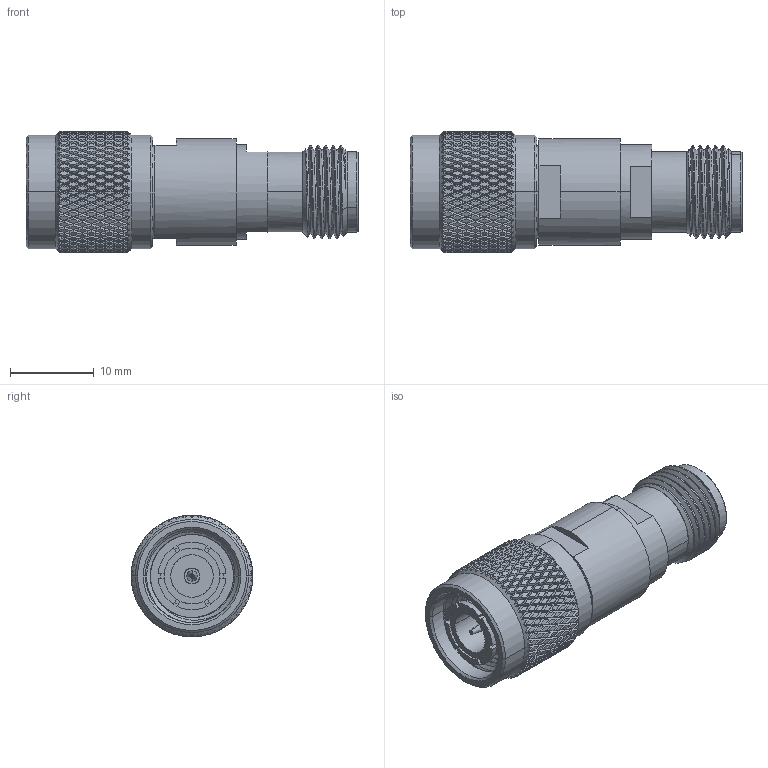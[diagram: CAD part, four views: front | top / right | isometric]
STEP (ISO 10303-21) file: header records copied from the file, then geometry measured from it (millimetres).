
FILE_DESCRIPTION (( 'STEP AP214' ), '1' );
FILE_NAME ('SA18T5W-10_3D.step', '2025-08-28T15:14:00', ( '' ), ( '' ), 'SwSTEP 2.0', 'SolidWorks 2022', '' );
FILE_SCHEMA (( 'AUTOMOTIVE_DESIGN' ));
Products named in the file (1): SA18T5W-10_3D
Bounding box: 39.62 x 14.5 x 14.5 mm (x, y, z)
Volume: 3957.6 mm3; surface area: 3226.5 mm2
Topology: 1 solids, 1 shells, 2458 faces, 5269 edges, 2826 vertices
Faces by surface type: bspline 1808, cylinder 535, plane 76, cone 39
Entity records: 95282 total; most frequent: CARTESIAN_POINT 62682, ORIENTED_EDGE 10538, EDGE_CURVE 5269, VERTEX_POINT 2826, EDGE_LOOP 2471, FACE_OUTER_BOUND 2458, ADVANCED_FACE 2458, DIRECTION 2103
